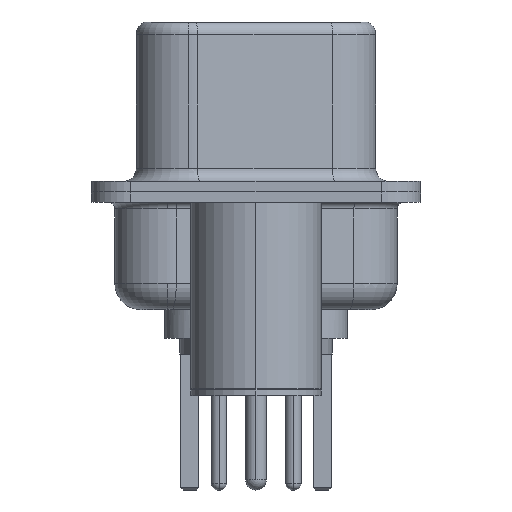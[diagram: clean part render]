
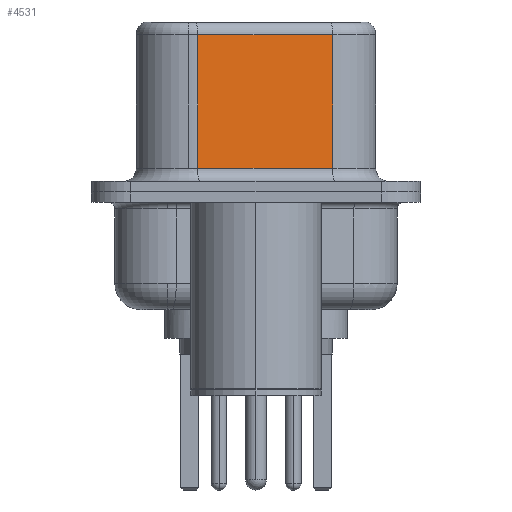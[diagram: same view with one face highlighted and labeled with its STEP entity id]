
A CAD part, left-side view. The second image highlights one B-rep face of the part: STEP entity #4531.
In plain terms, the highlighted planar face has unit normal (-0.985, -0.174, 0).
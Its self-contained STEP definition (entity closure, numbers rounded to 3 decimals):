
#104 = FACE_OUTER_BOUND ( 'NONE', #3862, .T. ) ;
#442 = CARTESIAN_POINT ( 'NONE',  ( 4.58, -2.927, 6.52 ) ) ;
#861 = DIRECTION ( 'NONE',  ( 0.174, -0.985, 0. ) ) ;
#985 = VECTOR ( 'NONE', #16134, 1000. ) ;
#1491 = CARTESIAN_POINT ( 'NONE',  ( 3.67, 2.233, 6.52 ) ) ;
#1937 = VERTEX_POINT ( 'NONE', #4682 ) ;
#3687 = CARTESIAN_POINT ( 'NONE',  ( 3.67, 2.233, 6.02 ) ) ;
#3768 = ORIENTED_EDGE ( 'NONE', *, *, #7048, .F. ) ;
#3862 = EDGE_LOOP ( 'NONE', ( #3768, #11372, #9497, #10943 ) ) ;
#4456 = DIRECTION ( 'NONE',  ( 0.985, 0.174, 0. ) ) ;
#4531 = ADVANCED_FACE ( 'NONE', ( #104 ), #12432, .F. ) ;
#4682 = CARTESIAN_POINT ( 'NONE',  ( 3.67, 2.233, 0.9 ) ) ;
#5398 = DIRECTION ( 'NONE',  ( -0.174, 0.985, 0. ) ) ;
#6065 = LINE ( 'NONE', #15490, #9585 ) ;
#7048 = EDGE_CURVE ( 'NONE', #12180, #14742, #11683, .T. ) ;
#7141 = CARTESIAN_POINT ( 'NONE',  ( 4.58, -2.927, 6.52 ) ) ;
#7183 = EDGE_CURVE ( 'NONE', #1937, #14742, #6065, .T. ) ;
#7748 = LINE ( 'NONE', #8072, #10840 ) ;
#8072 = CARTESIAN_POINT ( 'NONE',  ( 4.58, -2.927, 6.02 ) ) ;
#8087 = LINE ( 'NONE', #1491, #985 ) ;
#8151 = VECTOR ( 'NONE', #8479, 1000. ) ;
#8203 = VERTEX_POINT ( 'NONE', #3687 ) ;
#8479 = DIRECTION ( 'NONE',  ( 0., 0., -1. ) ) ;
#9275 = AXIS2_PLACEMENT_3D ( 'NONE', #442, #4456, #13764 ) ;
#9497 = ORIENTED_EDGE ( 'NONE', *, *, #17074, .T. ) ;
#9585 = VECTOR ( 'NONE', #861, 1000. ) ;
#9677 = CARTESIAN_POINT ( 'NONE',  ( 4.58, -2.927, 6.02 ) ) ;
#10248 = EDGE_CURVE ( 'NONE', #12180, #8203, #7748, .T. ) ;
#10840 = VECTOR ( 'NONE', #5398, 1000. ) ;
#10943 = ORIENTED_EDGE ( 'NONE', *, *, #7183, .T. ) ;
#11372 = ORIENTED_EDGE ( 'NONE', *, *, #10248, .T. ) ;
#11683 = LINE ( 'NONE', #7141, #8151 ) ;
#12180 = VERTEX_POINT ( 'NONE', #9677 ) ;
#12432 = PLANE ( 'NONE',  #9275 ) ;
#13764 = DIRECTION ( 'NONE',  ( -0.174, 0.985, 0. ) ) ;
#14742 = VERTEX_POINT ( 'NONE', #15475 ) ;
#15475 = CARTESIAN_POINT ( 'NONE',  ( 4.58, -2.927, 0.9 ) ) ;
#15490 = CARTESIAN_POINT ( 'NONE',  ( 4.58, -2.927, 0.9 ) ) ;
#16134 = DIRECTION ( 'NONE',  ( 0., 0., -1. ) ) ;
#17074 = EDGE_CURVE ( 'NONE', #8203, #1937, #8087, .T. ) ;
